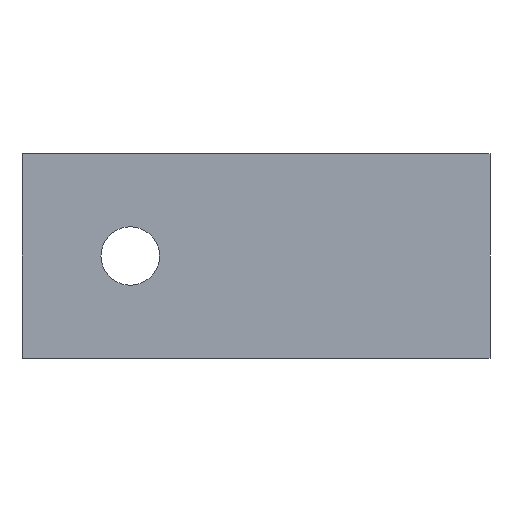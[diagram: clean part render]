
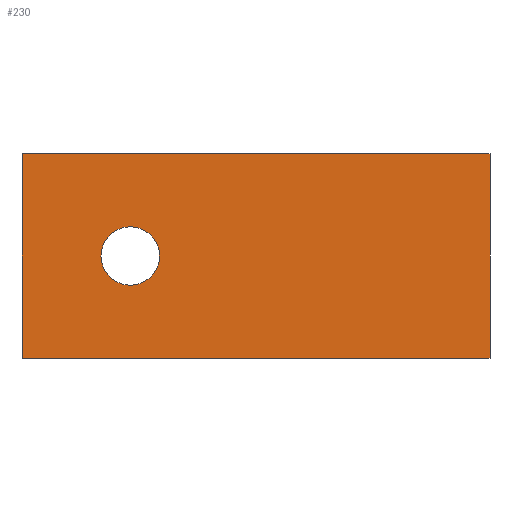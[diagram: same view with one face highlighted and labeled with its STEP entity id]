
A CAD part, front view. The second image highlights one B-rep face of the part: STEP entity #230.
In plain terms, the highlighted planar face has unit normal (0, -1, 0).
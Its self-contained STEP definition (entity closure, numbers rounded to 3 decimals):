
#21 = LINE ( 'NONE', #162, #169 ) ;
#22 = VERTEX_POINT ( 'NONE', #349 ) ;
#46 = FACE_OUTER_BOUND ( 'NONE', #85, .T. ) ;
#53 = DIRECTION ( 'NONE',  ( 0., 0., 1. ) ) ;
#58 = DIRECTION ( 'NONE',  ( 0., -1., 0. ) ) ;
#63 = DIRECTION ( 'NONE',  ( 1., 0., 0. ) ) ;
#85 = EDGE_LOOP ( 'NONE', ( #152, #353, #290, #497 ) ) ;
#105 = PLANE ( 'NONE',  #288 ) ;
#110 = EDGE_CURVE ( 'NONE', #536, #422, #352, .T. ) ;
#126 = VERTEX_POINT ( 'NONE', #483 ) ;
#142 = FACE_BOUND ( 'NONE', #227, .T. ) ;
#145 = CARTESIAN_POINT ( 'NONE',  ( -16., 0., -7. ) ) ;
#152 = ORIENTED_EDGE ( 'NONE', *, *, #274, .F. ) ;
#158 = CIRCLE ( 'NONE', #357, 2. ) ;
#162 = CARTESIAN_POINT ( 'NONE',  ( 16., 0., -7. ) ) ;
#165 = CARTESIAN_POINT ( 'NONE',  ( -8.6, 0., 0. ) ) ;
#169 = VECTOR ( 'NONE', #419, 1000. ) ;
#181 = DIRECTION ( 'NONE',  ( 0., 0., -1. ) ) ;
#188 = EDGE_CURVE ( 'NONE', #473, #332, #538, .T. ) ;
#192 = VECTOR ( 'NONE', #371, 1000. ) ;
#208 = DIRECTION ( 'NONE',  ( 0., 0., 1. ) ) ;
#224 = CARTESIAN_POINT ( 'NONE',  ( -8.6, 0., 0. ) ) ;
#227 = EDGE_LOOP ( 'NONE', ( #505, #244 ) ) ;
#230 = ADVANCED_FACE ( 'NONE', ( #46, #142 ), #105, .T. ) ;
#244 = ORIENTED_EDGE ( 'NONE', *, *, #454, .T. ) ;
#246 = CARTESIAN_POINT ( 'NONE',  ( 16., 0., 7. ) ) ;
#250 = VECTOR ( 'NONE', #63, 1000. ) ;
#274 = EDGE_CURVE ( 'NONE', #22, #126, #368, .T. ) ;
#277 = DIRECTION ( 'NONE',  ( 0., 1., 0. ) ) ;
#288 = AXIS2_PLACEMENT_3D ( 'NONE', #321, #58, #537 ) ;
#290 = ORIENTED_EDGE ( 'NONE', *, *, #110, .F. ) ;
#296 = EDGE_CURVE ( 'NONE', #126, #536, #374, .T. ) ;
#301 = EDGE_CURVE ( 'NONE', #422, #22, #21, .T. ) ;
#321 = CARTESIAN_POINT ( 'NONE',  ( 0., 0., 0. ) ) ;
#332 = VERTEX_POINT ( 'NONE', #345 ) ;
#336 = VECTOR ( 'NONE', #181, 1000. ) ;
#345 = CARTESIAN_POINT ( 'NONE',  ( -8.6, 0., 2. ) ) ;
#349 = CARTESIAN_POINT ( 'NONE',  ( -16., 0., -7. ) ) ;
#352 = LINE ( 'NONE', #573, #336 ) ;
#353 = ORIENTED_EDGE ( 'NONE', *, *, #301, .F. ) ;
#357 = AXIS2_PLACEMENT_3D ( 'NONE', #165, #472, #208 ) ;
#368 = LINE ( 'NONE', #145, #192 ) ;
#371 = DIRECTION ( 'NONE',  ( 0., 0., 1. ) ) ;
#374 = LINE ( 'NONE', #246, #250 ) ;
#419 = DIRECTION ( 'NONE',  ( -1., 0., 0. ) ) ;
#422 = VERTEX_POINT ( 'NONE', #518 ) ;
#454 = EDGE_CURVE ( 'NONE', #332, #473, #158, .T. ) ;
#472 = DIRECTION ( 'NONE',  ( 0., 1., 0. ) ) ;
#473 = VERTEX_POINT ( 'NONE', #569 ) ;
#475 = CARTESIAN_POINT ( 'NONE',  ( 16., 0., 7. ) ) ;
#483 = CARTESIAN_POINT ( 'NONE',  ( -16., 0., 7. ) ) ;
#497 = ORIENTED_EDGE ( 'NONE', *, *, #296, .F. ) ;
#505 = ORIENTED_EDGE ( 'NONE', *, *, #188, .T. ) ;
#518 = CARTESIAN_POINT ( 'NONE',  ( 16., 0., -7. ) ) ;
#536 = VERTEX_POINT ( 'NONE', #475 ) ;
#537 = DIRECTION ( 'NONE',  ( 0., 0., -1. ) ) ;
#538 = CIRCLE ( 'NONE', #549, 2. ) ;
#549 = AXIS2_PLACEMENT_3D ( 'NONE', #224, #277, #53 ) ;
#569 = CARTESIAN_POINT ( 'NONE',  ( -8.6, 0., -2. ) ) ;
#573 = CARTESIAN_POINT ( 'NONE',  ( 16., 0., -7. ) ) ;
